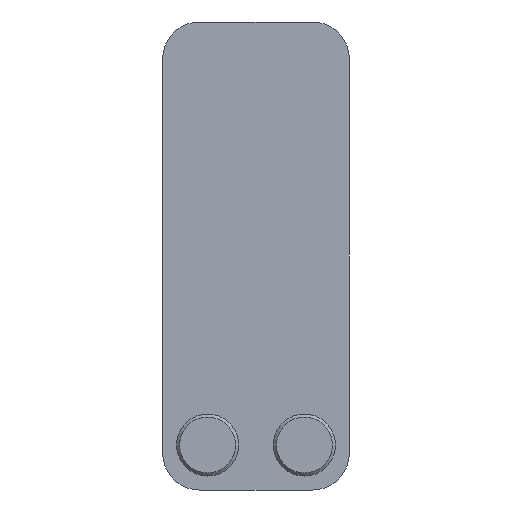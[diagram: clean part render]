
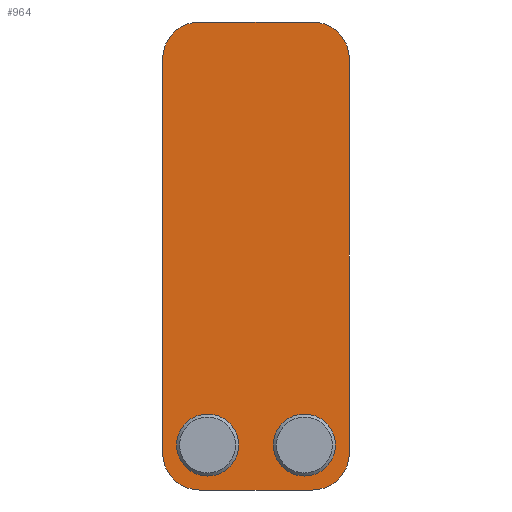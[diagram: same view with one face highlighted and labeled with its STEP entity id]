
A CAD part, front view. The second image highlights one B-rep face of the part: STEP entity #964.
In plain terms, the highlighted planar face has unit normal (0, -1, 0).
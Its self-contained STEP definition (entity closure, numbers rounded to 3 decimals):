
#234=PLANE('',#1084);
#272=FACE_OUTER_BOUND('',#322,.T.);
#322=EDGE_LOOP('',(#853,#854,#855,#856,#857,#858,#859,#860));
#412=LINE('',#1824,#504);
#415=LINE('',#1832,#507);
#417=LINE('',#1839,#509);
#420=LINE('',#1846,#512);
#504=VECTOR('',#1354,10.);
#507=VECTOR('',#1363,10.);
#509=VECTOR('',#1371,10.);
#512=VECTOR('',#1380,10.);
#591=CIRCLE('',#1073,16.);
#592=CIRCLE('',#1076,16.);
#593=CIRCLE('',#1079,16.);
#594=CIRCLE('',#1082,16.);
#639=VERTEX_POINT('',#1816);
#640=VERTEX_POINT('',#1818);
#641=VERTEX_POINT('',#1822);
#642=VERTEX_POINT('',#1826);
#643=VERTEX_POINT('',#1830);
#644=VERTEX_POINT('',#1834);
#645=VERTEX_POINT('',#1838);
#646=VERTEX_POINT('',#1842);
#708=EDGE_CURVE('',#640,#639,#591,.T.);
#711=EDGE_CURVE('',#639,#641,#412,.T.);
#713=EDGE_CURVE('',#641,#642,#592,.T.);
#715=EDGE_CURVE('',#642,#643,#415,.T.);
#717=EDGE_CURVE('',#643,#644,#593,.T.);
#718=EDGE_CURVE('',#645,#640,#417,.T.);
#720=EDGE_CURVE('',#646,#645,#594,.T.);
#722=EDGE_CURVE('',#644,#646,#420,.T.);
#853=ORIENTED_EDGE('',*,*,#722,.T.);
#854=ORIENTED_EDGE('',*,*,#720,.T.);
#855=ORIENTED_EDGE('',*,*,#718,.T.);
#856=ORIENTED_EDGE('',*,*,#708,.T.);
#857=ORIENTED_EDGE('',*,*,#711,.T.);
#858=ORIENTED_EDGE('',*,*,#713,.T.);
#859=ORIENTED_EDGE('',*,*,#715,.T.);
#860=ORIENTED_EDGE('',*,*,#717,.T.);
#964=ADVANCED_FACE('',(#272),#234,.T.);
#1073=AXIS2_PLACEMENT_3D('',#1819,#1348,#1349);
#1076=AXIS2_PLACEMENT_3D('',#1828,#1358,#1359);
#1079=AXIS2_PLACEMENT_3D('',#1836,#1367,#1368);
#1082=AXIS2_PLACEMENT_3D('',#1843,#1375,#1376);
#1084=AXIS2_PLACEMENT_3D('',#1847,#1381,#1382);
#1348=DIRECTION('center_axis',(0.,-1.,0.));
#1349=DIRECTION('ref_axis',(1.,0.,0.));
#1354=DIRECTION('',(-1.,0.,0.));
#1358=DIRECTION('center_axis',(0.,-1.,0.));
#1359=DIRECTION('ref_axis',(0.,0.,1.));
#1363=DIRECTION('',(0.,0.,-1.));
#1367=DIRECTION('center_axis',(0.,-1.,0.));
#1368=DIRECTION('ref_axis',(-1.,0.,0.));
#1371=DIRECTION('',(0.,0.,1.));
#1375=DIRECTION('center_axis',(0.,-1.,0.));
#1376=DIRECTION('ref_axis',(0.,0.,-1.));
#1380=DIRECTION('',(1.,0.,0.));
#1381=DIRECTION('center_axis',(0.,-1.,0.));
#1382=DIRECTION('ref_axis',(1.,0.,0.));
#1816=CARTESIAN_POINT('',(24.5,0.,203.));
#1818=CARTESIAN_POINT('',(40.5,0.,187.));
#1819=CARTESIAN_POINT('Origin',(24.5,0.,187.));
#1822=CARTESIAN_POINT('',(-24.5,0.,203.));
#1824=CARTESIAN_POINT('',(24.5,0.,203.));
#1826=CARTESIAN_POINT('',(-40.5,0.,187.));
#1828=CARTESIAN_POINT('Origin',(-24.5,0.,187.));
#1830=CARTESIAN_POINT('',(-40.5,0.,16.));
#1832=CARTESIAN_POINT('',(-40.5,0.,187.));
#1834=CARTESIAN_POINT('',(-24.5,0.,0.));
#1836=CARTESIAN_POINT('Origin',(-24.5,0.,16.));
#1838=CARTESIAN_POINT('',(40.5,0.,16.));
#1839=CARTESIAN_POINT('',(40.5,0.,16.));
#1842=CARTESIAN_POINT('',(24.5,0.,0.));
#1843=CARTESIAN_POINT('Origin',(24.5,0.,16.));
#1846=CARTESIAN_POINT('',(-24.5,0.,0.));
#1847=CARTESIAN_POINT('Origin',(0.,0.,
101.5));
